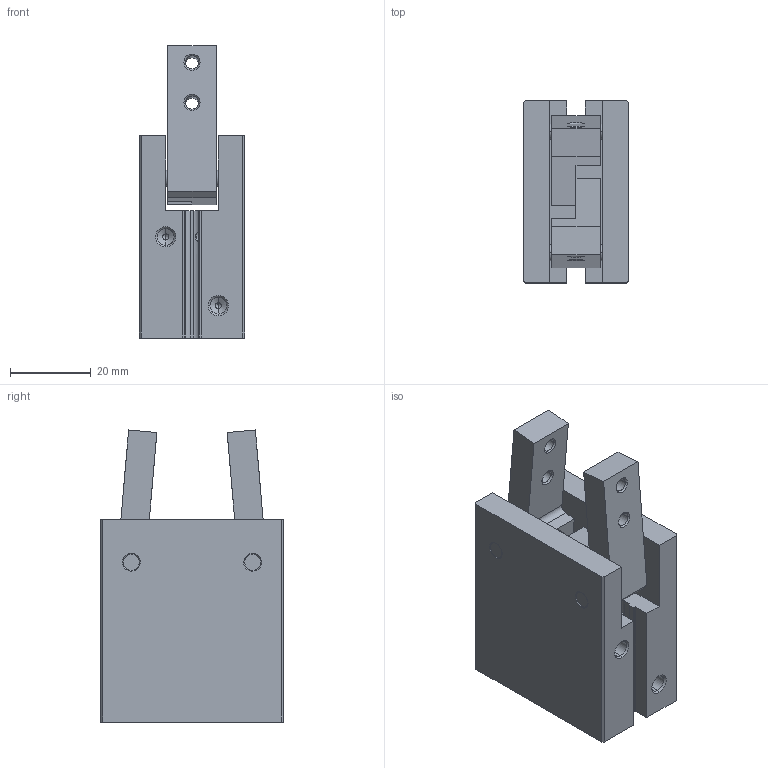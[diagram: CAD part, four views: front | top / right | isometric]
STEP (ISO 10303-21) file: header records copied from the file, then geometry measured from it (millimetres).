
FILE_DESCRIPTION(('CATIA V5 STEP Exchange'),'2;1');
FILE_NAME('GPA_20_T03_1357543_TUENKERS.stp','2020-08-19T11:53:38+00:00',('none'),('none'),'CATIA Version 5 Release 19 SP 9 (IN-10)','CATIA V5 STEP AP214','none');
FILE_SCHEMA(('AUTOMOTIVE_DESIGN { 1 0 10303 214 1 1 1 1 }'));
Length unit declared in the file: millimetre
Products named in the file (1): GPA_20_T03_1357543_TUENKERS
Bounding box: 26 x 45 x 72.18 mm (x, y, z)
Volume: 51512.7 mm3; surface area: 17017.1 mm2
Topology: 1 solids, 1 shells, 195 faces, 558 edges, 362 vertices
Faces by surface type: plane 79, cylinder 58, cone 58
Entity records: 6770 total; most frequent: CARTESIAN_POINT 1673, ORIENTED_EDGE 1092, DIRECTION 869, EDGE_CURVE 546, AXIS2_PLACEMENT_3D 369, VERTEX_POINT 362, VECTOR 314, LINE 314
